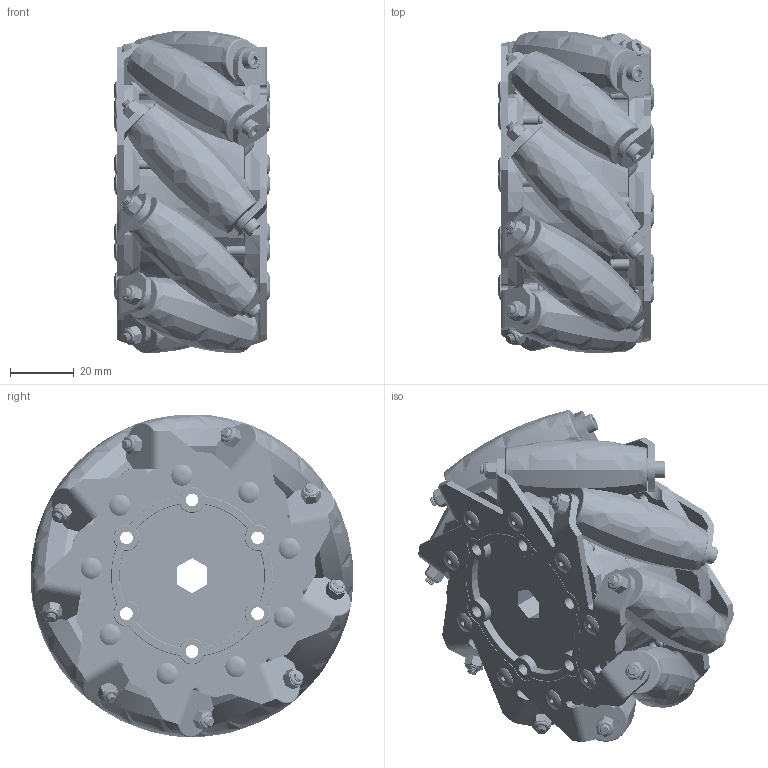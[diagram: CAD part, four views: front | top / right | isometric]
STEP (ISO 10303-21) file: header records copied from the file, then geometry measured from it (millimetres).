
FILE_DESCRIPTION (( 'STEP AP203' ), '1' );
FILE_NAME ('am-4763L 4 in HD Mecanum 375H Left.STEP', '2022-07-18T13:49:31', ( '' ), ( '' ), 'SwSTEP 2.0', 'SolidWorks 2022', '' );
FILE_SCHEMA (( 'CONFIG_CONTROL_DESIGN' ));
Length unit declared in the file: inch
Products named in the file (10): am-4763L 4 in HD Mecanum 375H Left; 4HD Mecanum Roller Core ; 4HD Mecanum roller skin; am-1363 Aluminum 125 Rivet_Compressed (incomplete; M3 x 0.5 Nylock Nut; Brass tube; ip-xxxx_half 4HD 375H Mecanum Hub; SHCS M3 x 55mm_B18.3.1M - 3 x 0.5 x 55 Hex SHCS -- 18SHX; 4HD Mecanum Roller and Axle; ip-3026L_plate 4 HD Left Mecanum Plate
Assembly tree (37 placements, depth 3):
  am-4763L 4 in HD Mecanum 375H Left
    4HD Mecanum Roller and Axle  x9
      4HD Mecanum Roller Core 
      4HD Mecanum roller skin
      SHCS M3 x 55mm_B18.3.1M - 3 x 0.5 x 55 Hex SHCS -- 18SHX
      Brass tube
      M3 x 0.5 Nylock Nut
    am-1363 Aluminum 125 Rivet_Compressed (incomplete  x18
    ip-xxxx_half 4HD 375H Mecanum Hub  x2
    ip-3026L_plate 4 HD Left Mecanum Plate  x3
Bounding box: 49.17 x 101.41 x 101.41 mm (x, y, z)
Volume: 205292.5 mm3; surface area: 157816.5 mm2
Topology: 68 solids, 68 shells, 4717 faces, 11680 edges, 7117 vertices
Faces by surface type: cylinder 1568, cone 1514, plane 835, torus 508, bspline 234, sphere 58
Entity records: 38566 total; most frequent: CARTESIAN_POINT 9735, DIRECTION 6154, ORIENTED_EDGE 5516, EDGE_CURVE 2758, AXIS2_PLACEMENT_3D 2585, VERTEX_POINT 1662, CIRCLE 1497, EDGE_LOOP 1238
